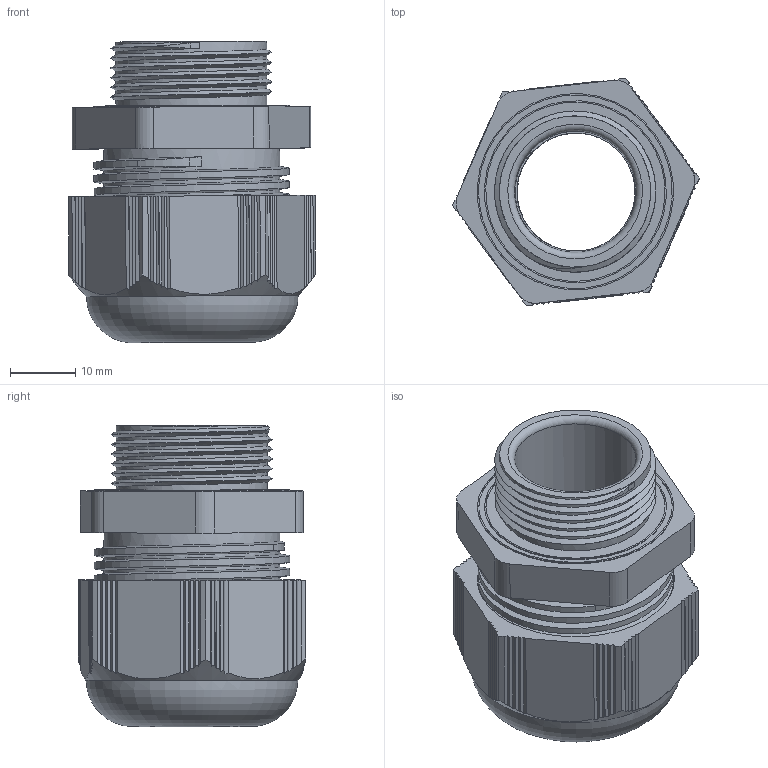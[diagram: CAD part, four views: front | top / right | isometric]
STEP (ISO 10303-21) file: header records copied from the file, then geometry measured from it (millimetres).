
FILE_DESCRIPTION(/* description */ ('','CAx-IF Rec.Pracs.---Representation and Presentation of Product Manufacturing Information (PMI)---3.8---2014-02-18'),/* implementation_level */ '2;1');
FILE_NAME(/* name */ '1x080525-RST.stp',/* time_stamp */ '2023-11-16T13:48:24+01:00',/* author */ ('sl'),/* organization */ (''),/* preprocessor_version */ 'ST-DEVELOPER v16.5',/* originating_system */ 'Autodesk Inventor 2017',/* authorisation */ '');
FILE_SCHEMA (('AP242_MANAGED_MODEL_BASED_3D_ENGINEERING_MIM_LF { 1 0 10303 442 1 1 4 }'));
Length unit declared in the file: millimetre
Products named in the file (4): Euro-Top-08-BG-0001-1108x5xx_SZM; Euro-Top-08-BT-0001-11080525; Euro-Top-08-BT-0003-11080525; Euro-Top-08-BT-0002-11080525
Assembly tree (3 placements, depth 2):
  Euro-Top-08-BG-0001-1108x5xx_SZM
    Euro-Top-08-BT-0001-11080525
    Euro-Top-08-BT-0003-11080525
    Euro-Top-08-BT-0002-11080525
Bounding box: 37.88 x 34.88 x 46.2 mm (x, y, z)
Volume: 19531.9 mm3; surface area: 17751.2 mm2
Topology: 3 solids, 3 shells, 356 faces, 987 edges, 643 vertices
Faces by surface type: plane 263, cylinder 61, torus 23, bspline 6, cone 3
Full cylindrical faces by diameter (mm): 18.1 x1, 18.29 x1, 18.65 x1, 22.65 x1, 23.2 x7, 23.3 x1, 26.5 x1, 27 x4, 27.5 x1, 27.9 x1, 29.7 x1, 30.1 x1, 30.235 x7
Entity records: 14351 total; most frequent: CARTESIAN_POINT 5682, ORIENTED_EDGE 1820, DIRECTION 1761, EDGE_CURVE 910, AXIS2_PLACEMENT_3D 609, VERTEX_POINT 605, LINE 543, VECTOR 543
